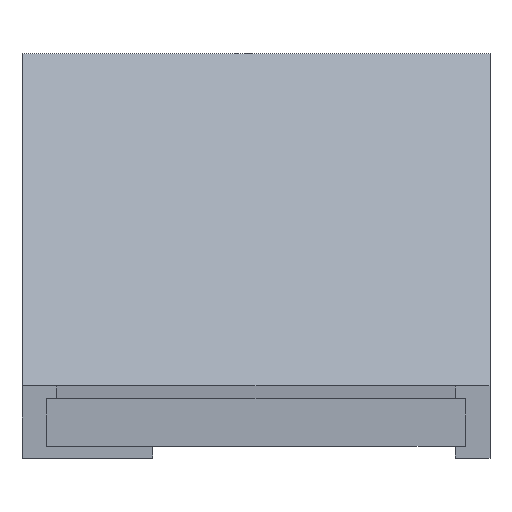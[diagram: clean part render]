
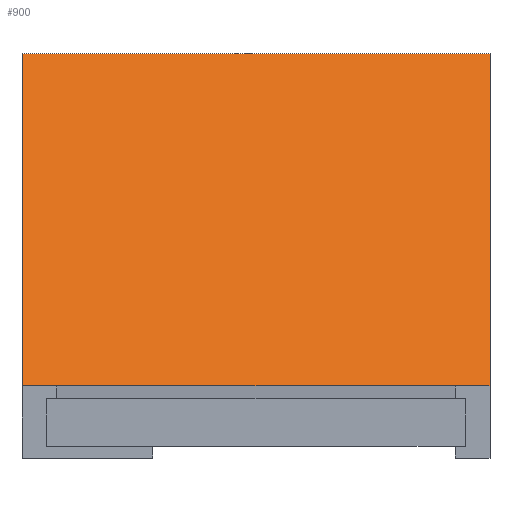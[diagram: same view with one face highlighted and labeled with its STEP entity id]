
A CAD part, left-side view. The second image highlights one B-rep face of the part: STEP entity #900.
In plain terms, the highlighted planar face has unit normal (-0.707, 0, 0.707).
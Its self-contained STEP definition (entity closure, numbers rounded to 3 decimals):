
#36=FACE_OUTER_BOUND('',#85,.T.);
#85=EDGE_LOOP('',(#701,#702,#703,#704,#705,#706));
#114=LINE('',#1226,#241);
#142=LINE('',#1284,#269);
#153=LINE('',#1304,#280);
#190=LINE('',#1376,#317);
#193=LINE('',#1382,#320);
#195=LINE('',#1385,#322);
#241=VECTOR('',#999,10.);
#269=VECTOR('',#1037,10.);
#280=VECTOR('',#1054,10.);
#317=VECTOR('',#1111,10.);
#320=VECTOR('',#1116,10.);
#322=VECTOR('',#1120,10.);
#368=VERTEX_POINT('',#1224);
#369=VERTEX_POINT('',#1225);
#389=VERTEX_POINT('',#1269);
#393=VERTEX_POINT('',#1278);
#400=VERTEX_POINT('',#1302);
#427=VERTEX_POINT('',#1380);
#450=EDGE_CURVE('',#368,#369,#114,.T.);
#478=EDGE_CURVE('',#393,#389,#142,.T.);
#489=EDGE_CURVE('',#389,#400,#153,.T.);
#526=EDGE_CURVE('',#400,#369,#190,.T.);
#529=EDGE_CURVE('',#427,#368,#193,.T.);
#531=EDGE_CURVE('',#427,#393,#195,.T.);
#701=ORIENTED_EDGE('',*,*,#531,.T.);
#702=ORIENTED_EDGE('',*,*,#478,.T.);
#703=ORIENTED_EDGE('',*,*,#489,.T.);
#704=ORIENTED_EDGE('',*,*,#526,.T.);
#705=ORIENTED_EDGE('',*,*,#450,.F.);
#706=ORIENTED_EDGE('',*,*,#529,.F.);
#851=PLANE('',#966);
#900=ADVANCED_FACE('',(#36),#851,.T.);
#966=AXIS2_PLACEMENT_3D('',#1384,#1118,#1119);
#999=DIRECTION('',(0.,-1.,0.));
#1037=DIRECTION('',(0.,-1.,0.));
#1054=DIRECTION('',(0.,-1.,0.));
#1111=DIRECTION('',(0.707,0.,0.707));
#1116=DIRECTION('',(0.707,0.,0.707));
#1118=DIRECTION('center_axis',(-0.707,0.,0.707));
#1119=DIRECTION('ref_axis',(0.707,0.,0.707));
#1120=DIRECTION('',(0.,-1.,0.));
#1224=CARTESIAN_POINT('',(86.761,39.43,62.651));
#1225=CARTESIAN_POINT('',(86.761,-40.17,62.651));
#1226=CARTESIAN_POINT('',(86.761,-39.37,62.651));
#1269=CARTESIAN_POINT('',(30.286,-34.22,6.175));
#1278=CARTESIAN_POINT('',(30.286,33.48,6.175));
#1284=CARTESIAN_POINT('',(30.286,-37.27,6.175));
#1302=CARTESIAN_POINT('',(30.286,-40.17,6.175));
#1304=CARTESIAN_POINT('',(30.286,-37.27,6.175));
#1376=CARTESIAN_POINT('',(79.69,-40.17,55.58));
#1380=CARTESIAN_POINT('',(30.286,39.43,6.175));
#1382=CARTESIAN_POINT('',(42.117,39.43,18.006));
#1384=CARTESIAN_POINT('Origin',(29.593,-39.37,5.482));
#1385=CARTESIAN_POINT('',(30.286,-37.27,6.175));
